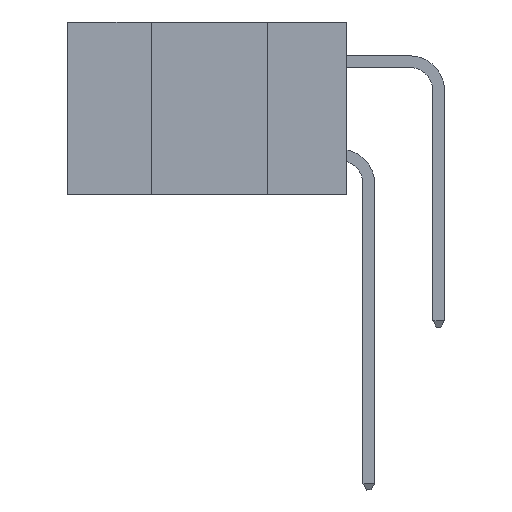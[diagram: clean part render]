
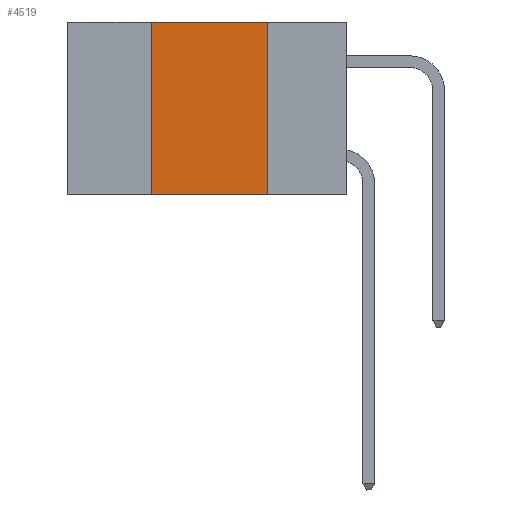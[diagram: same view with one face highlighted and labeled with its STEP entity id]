
A CAD part, left-side view. The second image highlights one B-rep face of the part: STEP entity #4519.
In plain terms, the highlighted planar face has unit normal (-1, 0, 0).
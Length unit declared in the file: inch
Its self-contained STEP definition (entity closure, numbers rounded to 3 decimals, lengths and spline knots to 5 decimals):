
#749 = PLANE ( 'NONE',  #5897 ) ;
#899 = DIRECTION ( 'NONE',  ( 1., 0., 0. ) ) ;
#1043 = DIRECTION ( 'NONE',  ( 0., 0., 1. ) ) ;
#1859 = VECTOR ( 'NONE', #9639, 39.37008 ) ;
#3014 = DIRECTION ( 'NONE',  ( 0., 0., -1. ) ) ;
#4519 = ADVANCED_FACE ( 'NONE', ( #20968 ), #749, .F. ) ;
#4979 = VERTEX_POINT ( 'NONE', #21221 ) ;
#5897 = AXIS2_PLACEMENT_3D ( 'NONE', #21106, #899, #3014 ) ;
#5990 = VERTEX_POINT ( 'NONE', #23058 ) ;
#6522 = EDGE_CURVE ( 'NONE', #4979, #25630, #7921, .T. ) ;
#7408 = CARTESIAN_POINT ( 'NONE',  ( 0., 0.6, 0. ) ) ;
#7921 = LINE ( 'NONE', #25386, #18531 ) ;
#8617 = LINE ( 'NONE', #14902, #24006 ) ;
#9639 = DIRECTION ( 'NONE',  ( 0., -1., 0. ) ) ;
#11381 = EDGE_CURVE ( 'NONE', #5990, #19348, #8617, .T. ) ;
#13390 = CARTESIAN_POINT ( 'NONE',  ( 0., 0.17, -0.37 ) ) ;
#13619 = EDGE_LOOP ( 'NONE', ( #25925, #15202, #18765, #22938 ) ) ;
#14723 = EDGE_CURVE ( 'NONE', #25630, #5990, #25028, .T. ) ;
#14902 = CARTESIAN_POINT ( 'NONE',  ( 0., 0.17, 0. ) ) ;
#15202 = ORIENTED_EDGE ( 'NONE', *, *, #14723, .F. ) ;
#16003 = CARTESIAN_POINT ( 'NONE',  ( 0., 0.6, -0.37 ) ) ;
#16143 = DIRECTION ( 'NONE',  ( 0., -1., 0. ) ) ;
#18531 = VECTOR ( 'NONE', #1043, 39.37008 ) ;
#18765 = ORIENTED_EDGE ( 'NONE', *, *, #6522, .F. ) ;
#19348 = VERTEX_POINT ( 'NONE', #13390 ) ;
#19834 = CARTESIAN_POINT ( 'NONE',  ( 0., 0.42, 0. ) ) ;
#19881 = DIRECTION ( 'NONE',  ( 0., 0., -1. ) ) ;
#20968 = FACE_OUTER_BOUND ( 'NONE', #13619, .T. ) ;
#21106 = CARTESIAN_POINT ( 'NONE',  ( 0., 0.6, 0. ) ) ;
#21221 = CARTESIAN_POINT ( 'NONE',  ( 0., 0.42, -0.37 ) ) ;
#22938 = ORIENTED_EDGE ( 'NONE', *, *, #24583, .T. ) ;
#23058 = CARTESIAN_POINT ( 'NONE',  ( 0., 0.17, 0. ) ) ;
#24006 = VECTOR ( 'NONE', #19881, 39.37008 ) ;
#24583 = EDGE_CURVE ( 'NONE', #4979, #19348, #24697, .T. ) ;
#24697 = LINE ( 'NONE', #16003, #25821 ) ;
#25028 = LINE ( 'NONE', #7408, #1859 ) ;
#25386 = CARTESIAN_POINT ( 'NONE',  ( 0., 0.42, 0. ) ) ;
#25630 = VERTEX_POINT ( 'NONE', #19834 ) ;
#25821 = VECTOR ( 'NONE', #16143, 39.37008 ) ;
#25925 = ORIENTED_EDGE ( 'NONE', *, *, #11381, .F. ) ;
